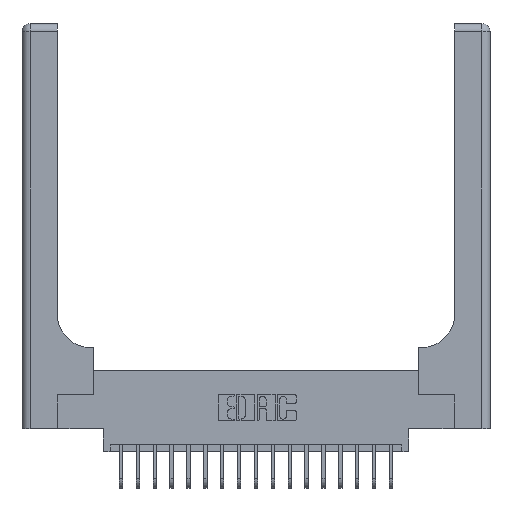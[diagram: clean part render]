
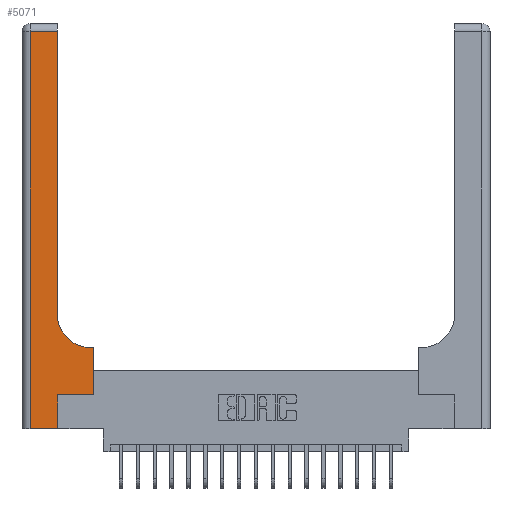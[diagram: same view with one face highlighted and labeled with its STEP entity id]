
A CAD part, top view. The second image highlights one B-rep face of the part: STEP entity #5071.
In plain terms, the highlighted planar face has unit normal (0, 0, 1).
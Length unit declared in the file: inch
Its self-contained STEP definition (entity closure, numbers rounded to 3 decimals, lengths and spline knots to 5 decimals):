
#9 = LINE ( 'NONE', #109, #5697 ) ;
#109 = CARTESIAN_POINT ( 'NONE',  ( 0.528, 0.25, 0.37 ) ) ;
#356 = DIRECTION ( 'NONE',  ( -1., 0., 0. ) ) ;
#859 = AXIS2_PLACEMENT_3D ( 'NONE', #17444, #3759, #14457 ) ;
#1787 = DIRECTION ( 'NONE',  ( 0., -1., 0. ) ) ;
#2155 = CARTESIAN_POINT ( 'NONE',  ( 0.26, 3., 0.37 ) ) ;
#2162 = VECTOR ( 'NONE', #8227, 39.37008 ) ;
#2255 = CARTESIAN_POINT ( 'NONE',  ( 0., 2.94, 0.37 ) ) ;
#2625 = ORIENTED_EDGE ( 'NONE', *, *, #15266, .T. ) ;
#2962 = VERTEX_POINT ( 'NONE', #7080 ) ;
#2994 = ORIENTED_EDGE ( 'NONE', *, *, #17467, .T. ) ;
#3081 = ORIENTED_EDGE ( 'NONE', *, *, #13270, .T. ) ;
#3357 = PLANE ( 'NONE',  #12378 ) ;
#3494 = CARTESIAN_POINT ( 'NONE',  ( 0.265, 0., 0.37 ) ) ;
#3570 = CARTESIAN_POINT ( 'NONE',  ( 0.528, 0.6, 0.37 ) ) ;
#3664 = LINE ( 'NONE', #2155, #5336 ) ;
#3759 = DIRECTION ( 'NONE',  ( 0., 0., -1. ) ) ;
#4266 = CARTESIAN_POINT ( 'NONE',  ( 0.26, 0.6, 0.37 ) ) ;
#4726 = VECTOR ( 'NONE', #8542, 39.37008 ) ;
#4961 = FACE_OUTER_BOUND ( 'NONE', #6322, .T. ) ;
#5071 = ADVANCED_FACE ( 'NONE', ( #4961 ), #3357, .F. ) ;
#5080 = DIRECTION ( 'NONE',  ( 1., 0., 0. ) ) ;
#5122 = EDGE_CURVE ( 'NONE', #10655, #17694, #12960, .T. ) ;
#5239 = CARTESIAN_POINT ( 'NONE',  ( 0.265, 0.25, 0.37 ) ) ;
#5336 = VECTOR ( 'NONE', #17045, 39.37008 ) ;
#5697 = VECTOR ( 'NONE', #6218, 39.37008 ) ;
#5725 = CARTESIAN_POINT ( 'NONE',  ( 0.26, 0.85, 0.37 ) ) ;
#6218 = DIRECTION ( 'NONE',  ( 0., 1., 0. ) ) ;
#6322 = EDGE_LOOP ( 'NONE', ( #16591, #13593, #16733, #14805, #2994, #3081, #17845, #6738, #2625 ) ) ;
#6512 = VERTEX_POINT ( 'NONE', #3570 ) ;
#6606 = CARTESIAN_POINT ( 'NONE',  ( 0.265, 0., 0.37 ) ) ;
#6738 = ORIENTED_EDGE ( 'NONE', *, *, #14921, .T. ) ;
#6773 = EDGE_CURVE ( 'NONE', #2962, #6512, #9, .T. ) ;
#7080 = CARTESIAN_POINT ( 'NONE',  ( 0.528, 0.25, 0.37 ) ) ;
#7861 = VECTOR ( 'NONE', #1787, 39.37008 ) ;
#7866 = VERTEX_POINT ( 'NONE', #7872 ) ;
#7872 = CARTESIAN_POINT ( 'NONE',  ( 0.51, 0.6, 0.37 ) ) ;
#8227 = DIRECTION ( 'NONE',  ( -1., 0., 0. ) ) ;
#8468 = EDGE_CURVE ( 'NONE', #17694, #18962, #9406, .T. ) ;
#8542 = DIRECTION ( 'NONE',  ( 1., 0., 0. ) ) ;
#8716 = VECTOR ( 'NONE', #5080, 39.37008 ) ;
#9406 = LINE ( 'NONE', #15480, #7861 ) ;
#9603 = DIRECTION ( 'NONE',  ( 0., 1., 0. ) ) ;
#9781 = VERTEX_POINT ( 'NONE', #5239 ) ;
#10187 = LINE ( 'NONE', #4266, #2162 ) ;
#10655 = VERTEX_POINT ( 'NONE', #14531 ) ;
#11628 = CARTESIAN_POINT ( 'NONE',  ( 0.06, 0., 0.37 ) ) ;
#12378 = AXIS2_PLACEMENT_3D ( 'NONE', #14052, #15654, #356 ) ;
#12674 = LINE ( 'NONE', #18747, #8716 ) ;
#12960 = LINE ( 'NONE', #2255, #19108 ) ;
#13270 = EDGE_CURVE ( 'NONE', #9781, #2962, #12674, .T. ) ;
#13593 = ORIENTED_EDGE ( 'NONE', *, *, #5122, .T. ) ;
#14052 = CARTESIAN_POINT ( 'NONE',  ( 0., 3., 0.37 ) ) ;
#14457 = DIRECTION ( 'NONE',  ( 1., 0., 0. ) ) ;
#14531 = CARTESIAN_POINT ( 'NONE',  ( 0.26, 2.94, 0.37 ) ) ;
#14805 = ORIENTED_EDGE ( 'NONE', *, *, #16789, .T. ) ;
#14908 = CARTESIAN_POINT ( 'NONE',  ( 0., 0., 0.37 ) ) ;
#14921 = EDGE_CURVE ( 'NONE', #6512, #7866, #10187, .T. ) ;
#15133 = EDGE_CURVE ( 'NONE', #18945, #10655, #3664, .T. ) ;
#15266 = EDGE_CURVE ( 'NONE', #7866, #18945, #16163, .T. ) ;
#15480 = CARTESIAN_POINT ( 'NONE',  ( 0.06, 3., 0.37 ) ) ;
#15596 = VECTOR ( 'NONE', #9603, 39.37008 ) ;
#15654 = DIRECTION ( 'NONE',  ( 0., 0., -1. ) ) ;
#16163 = CIRCLE ( 'NONE', #859, 0.25 ) ;
#16306 = VERTEX_POINT ( 'NONE', #6606 ) ;
#16410 = LINE ( 'NONE', #14908, #4726 ) ;
#16591 = ORIENTED_EDGE ( 'NONE', *, *, #15133, .T. ) ;
#16733 = ORIENTED_EDGE ( 'NONE', *, *, #8468, .T. ) ;
#16789 = EDGE_CURVE ( 'NONE', #18962, #16306, #16410, .T. ) ;
#17045 = DIRECTION ( 'NONE',  ( 0., 1., 0. ) ) ;
#17180 = LINE ( 'NONE', #3494, #15596 ) ;
#17444 = CARTESIAN_POINT ( 'NONE',  ( 0.51, 0.85, 0.37 ) ) ;
#17467 = EDGE_CURVE ( 'NONE', #16306, #9781, #17180, .T. ) ;
#17694 = VERTEX_POINT ( 'NONE', #17956 ) ;
#17829 = DIRECTION ( 'NONE',  ( -1., 0., 0. ) ) ;
#17845 = ORIENTED_EDGE ( 'NONE', *, *, #6773, .T. ) ;
#17956 = CARTESIAN_POINT ( 'NONE',  ( 0.06, 2.94, 0.37 ) ) ;
#18747 = CARTESIAN_POINT ( 'NONE',  ( 0.265, 0.25, 0.37 ) ) ;
#18945 = VERTEX_POINT ( 'NONE', #5725 ) ;
#18962 = VERTEX_POINT ( 'NONE', #11628 ) ;
#19108 = VECTOR ( 'NONE', #17829, 39.37008 ) ;
